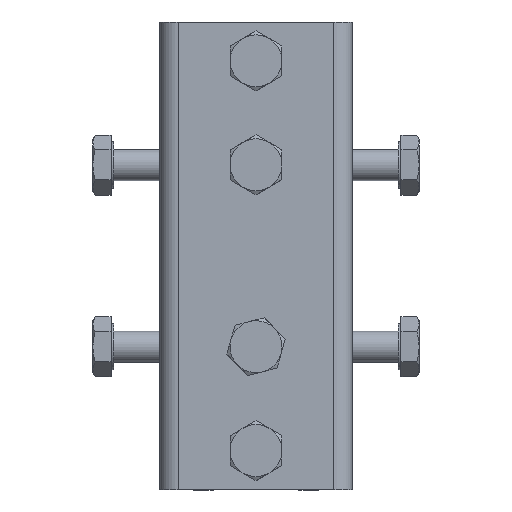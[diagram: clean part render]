
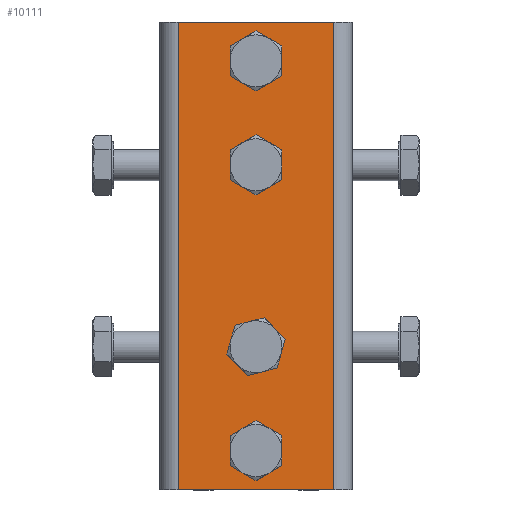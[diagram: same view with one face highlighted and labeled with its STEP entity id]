
A CAD part, top view. The second image highlights one B-rep face of the part: STEP entity #10111.
In plain terms, the highlighted planar face has unit normal (0, 0, 1).
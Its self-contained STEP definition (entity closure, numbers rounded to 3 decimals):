
#9156=CARTESIAN_POINT('',(15.,-45.0,36.));
#9157=VERTEX_POINT('',#9156);
#9165=CARTESIAN_POINT('',(-15.,-45.0,36.));
#9166=VERTEX_POINT('',#9165);
#9167=CARTESIAN_POINT('',(-15.,-45.0,36.0));
#9168=DIRECTION('',(1.0,0.0,0.0));
#9169=VECTOR('',#9168,30.);
#9170=LINE('',#9167,#9169);
#9171=EDGE_CURVE('',#9166,#9157,#9170,.T.);
#9258=CARTESIAN_POINT('',(-15.,45.0,36.));
#9259=VERTEX_POINT('',#9258);
#9267=CARTESIAN_POINT('',(15.,45.0,36.));
#9268=VERTEX_POINT('',#9267);
#9269=CARTESIAN_POINT('',(15.,45.0,36.));
#9270=DIRECTION('',(-1.0,0.0,0.0));
#9271=VECTOR('',#9270,30.);
#9272=LINE('',#9269,#9271);
#9273=EDGE_CURVE('',#9268,#9259,#9272,.T.);
#9531=CARTESIAN_POINT('',(2.459,37.5,36.));
#9532=VERTEX_POINT('',#9531);
#9533=CARTESIAN_POINT('',(0.0,37.5,36.));
#9534=DIRECTION('',(0.0,0.0,-1.0));
#9535=DIRECTION('',(1.0,0.0,0.0));
#9536=AXIS2_PLACEMENT_3D('',#9533,#9534,#9535);
#9537=CIRCLE('',#9536,2.459);
#9538=EDGE_CURVE('',#9532,#9532,#9537,.T.);
#9559=CARTESIAN_POINT('',(2.459,17.5,36.));
#9560=VERTEX_POINT('',#9559);
#9561=CARTESIAN_POINT('',(0.0,17.5,36.));
#9562=DIRECTION('',(0.0,0.0,-1.0));
#9563=DIRECTION('',(1.0,0.0,0.0));
#9564=AXIS2_PLACEMENT_3D('',#9561,#9562,#9563);
#9565=CIRCLE('',#9564,2.459);
#9566=EDGE_CURVE('',#9560,#9560,#9565,.T.);
#9690=CARTESIAN_POINT('',(2.459,-37.5,36.));
#9691=VERTEX_POINT('',#9690);
#9692=CARTESIAN_POINT('',(0.0,-37.5,36.));
#9693=DIRECTION('',(0.0,0.0,-1.0));
#9694=DIRECTION('',(1.0,0.0,0.0));
#9695=AXIS2_PLACEMENT_3D('',#9692,#9693,#9694);
#9696=CIRCLE('',#9695,2.459);
#9697=EDGE_CURVE('',#9691,#9691,#9696,.T.);
#9739=CARTESIAN_POINT('',(2.459,-17.5,36.));
#9740=VERTEX_POINT('',#9739);
#9741=CARTESIAN_POINT('',(0.0,-17.5,36.));
#9742=DIRECTION('',(0.0,0.0,-1.0));
#9743=DIRECTION('',(1.0,0.0,0.0));
#9744=AXIS2_PLACEMENT_3D('',#9741,#9742,#9743);
#9745=CIRCLE('',#9744,2.459);
#9746=EDGE_CURVE('',#9740,#9740,#9745,.T.);
#10072=CARTESIAN_POINT('',(15.,45.0,36.));
#10073=DIRECTION('',(0.0,-1.0,0.0));
#10074=VECTOR('',#10073,90.0);
#10075=LINE('',#10072,#10074);
#10076=EDGE_CURVE('',#9268,#9157,#10075,.T.);
#10083=CARTESIAN_POINT('',(0.,0.0,36.));
#10084=DIRECTION('',(0.0,0.0,1.0));
#10085=DIRECTION('',(1.0,0.0,0.0));
#10086=AXIS2_PLACEMENT_3D('',#10083,#10084,#10085);
#10087=PLANE('',#10086);
#10088=ORIENTED_EDGE('',*,*,#10076,.F.);
#10089=ORIENTED_EDGE('',*,*,#9273,.T.);
#10090=CARTESIAN_POINT('',(-15.,-45.0,36.));
#10091=DIRECTION('',(0.0,1.0,0.0));
#10092=VECTOR('',#10091,90.0);
#10093=LINE('',#10090,#10092);
#10094=EDGE_CURVE('',#9166,#9259,#10093,.T.);
#10095=ORIENTED_EDGE('',*,*,#10094,.F.);
#10096=ORIENTED_EDGE('',*,*,#9171,.T.);
#10097=EDGE_LOOP('',(#10088,#10089,#10095,#10096));
#10098=FACE_OUTER_BOUND('',#10097,.T.);
#10099=ORIENTED_EDGE('',*,*,#9538,.T.);
#10100=EDGE_LOOP('',(#10099));
#10101=FACE_BOUND('',#10100,.T.);
#10102=ORIENTED_EDGE('',*,*,#9566,.T.);
#10103=EDGE_LOOP('',(#10102));
#10104=FACE_BOUND('',#10103,.T.);
#10105=ORIENTED_EDGE('',*,*,#9697,.T.);
#10106=EDGE_LOOP('',(#10105));
#10107=FACE_BOUND('',#10106,.T.);
#10108=ORIENTED_EDGE('',*,*,#9746,.T.);
#10109=EDGE_LOOP('',(#10108));
#10110=FACE_BOUND('',#10109,.T.);
#10111=ADVANCED_FACE('',(#10098,#10101,#10104,#10107,#10110),#10087,.T.);
